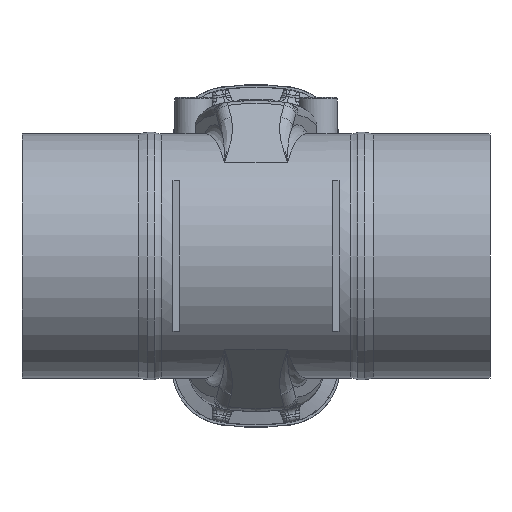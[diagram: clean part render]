
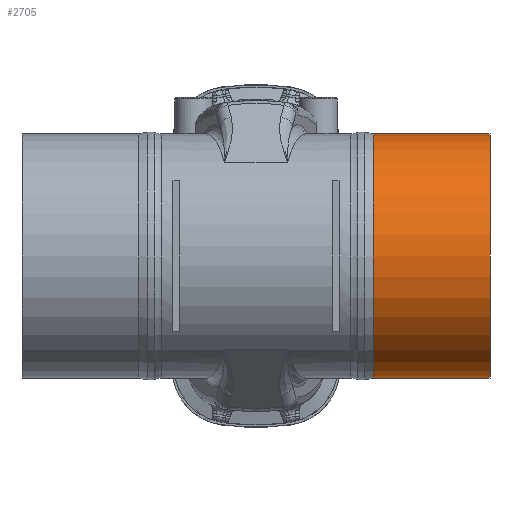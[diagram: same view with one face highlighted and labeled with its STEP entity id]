
A CAD part, front view. The second image highlights one B-rep face of the part: STEP entity #2705.
In plain terms, the highlighted cylindrical face has radius 161.95 mm (diameter 323.9 mm), a full revolution.
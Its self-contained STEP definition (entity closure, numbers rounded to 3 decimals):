
#206 = CARTESIAN_POINT ( 'NONE',  ( 155.471, 0., 0. ) ) ;
#207 = DIRECTION ( 'NONE',  ( 1., 0., 0. ) ) ;
#208 = DIRECTION ( 'NONE',  ( 0., 0., -1. ) ) ;
#568 = CARTESIAN_POINT ( 'NONE',  ( 310., 0., 0. ) ) ;
#569 = DIRECTION ( 'NONE',  ( -1., 0., 0. ) ) ;
#570 = DIRECTION ( 'NONE',  ( 0., 0., 1. ) ) ;
#2705 = ADVANCED_FACE ( 'NONE', ( #19288, #19291 ), #19293, .T. ) ;
#4455 = DIRECTION ( 'NONE',  ( -1., 0., 0. ) ) ;
#4456 = DIRECTION ( 'NONE',  ( 0., 0., 1. ) ) ;
#4459 = CARTESIAN_POINT ( 'NONE',  ( 0., 0., 0. ) ) ;
#7464 = EDGE_LOOP ( 'NONE', ( #7669 ) ) ;
#7532 = EDGE_LOOP ( 'NONE', ( #7670 ) ) ;
#7669 = ORIENTED_EDGE ( 'NONE', *, *, #8676, .T. ) ;
#7670 = ORIENTED_EDGE ( 'NONE', *, *, #8751, .T. ) ;
#8676 = EDGE_CURVE ( 'NONE', #9582, #9582, #9116, .T. ) ;
#8751 = EDGE_CURVE ( 'NONE', #9584, #9584, #9212, .T. ) ;
#9116 = CIRCLE ( 'NONE', #17109, 161.95 ) ;
#9212 = CIRCLE ( 'NONE', #17123, 161.95 ) ;
#9582 = VERTEX_POINT ( 'NONE', #16113 ) ;
#9584 = VERTEX_POINT ( 'NONE', #16126 ) ;
#16113 = CARTESIAN_POINT ( 'NONE',  ( 155.471, 0., -161.95 ) ) ;
#16126 = CARTESIAN_POINT ( 'NONE',  ( 310., 0., 161.95 ) ) ;
#16947 = AXIS2_PLACEMENT_3D ( 'NONE', #4459, #4455, #4456 ) ;
#17109 = AXIS2_PLACEMENT_3D ( 'NONE', #206, #207, #208 ) ;
#17123 = AXIS2_PLACEMENT_3D ( 'NONE', #568, #569, #570 ) ;
#19288 = FACE_OUTER_BOUND ( 'NONE', #7464, .T. ) ;
#19291 = FACE_OUTER_BOUND ( 'NONE', #7532, .T. ) ;
#19293 = CYLINDRICAL_SURFACE ( 'NONE', #16947, 161.95 ) ;
